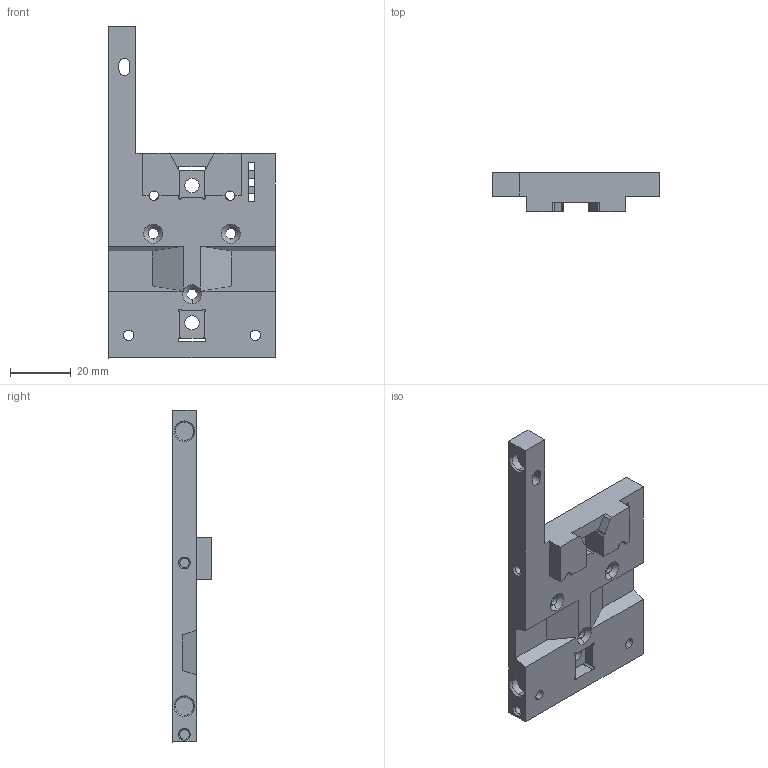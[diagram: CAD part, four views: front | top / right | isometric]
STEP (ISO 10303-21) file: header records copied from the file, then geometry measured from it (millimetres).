
FILE_DESCRIPTION (( 'STEP AP203' ), '1' );
FILE_NAME ('dragon_burner_back_plate.STEP', '2024-06-09T12:29:21', ( '' ), ( '' ), 'SwSTEP 2.0', 'SolidWorks 2023', '' );
FILE_SCHEMA (( 'CONFIG_CONTROL_DESIGN' ));
Length unit declared in the file: millimetre
Products named in the file (1): dragon_burner_back_plate
Bounding box: 55 x 12.8 x 109.5 mm (x, y, z)
Volume: 27850.5 mm3; surface area: 13538 mm2
Topology: 1 solids, 1 shells, 258 faces, 698 edges, 442 vertices
Faces by surface type: plane 144, cylinder 80, cone 34
Entity records: 8233 total; most frequent: CARTESIAN_POINT 1465, DIRECTION 1434, ORIENTED_EDGE 1396, EDGE_CURVE 698, AXIS2_PLACEMENT_3D 499, VERTEX_POINT 442, VECTOR 436, LINE 436
